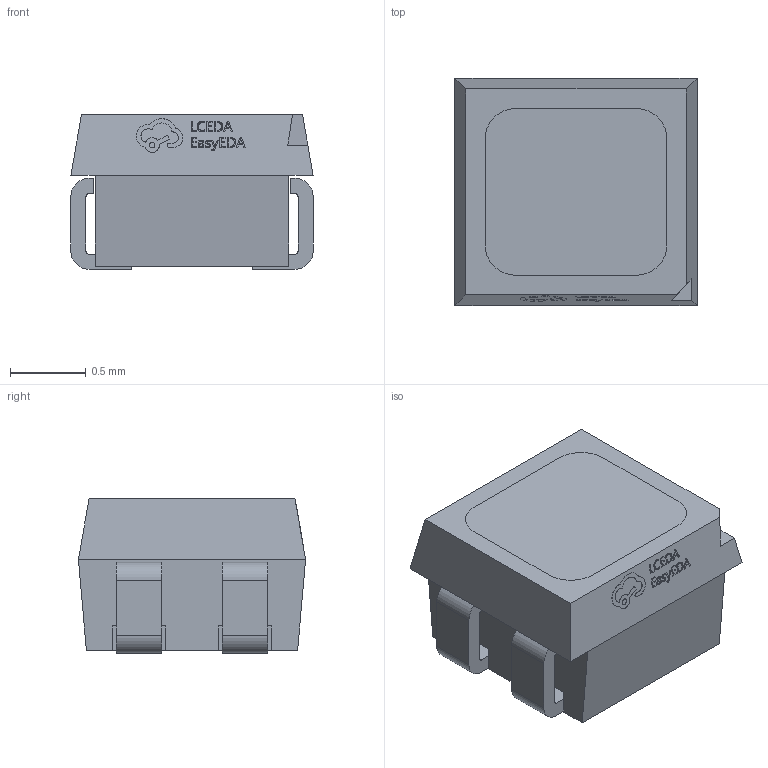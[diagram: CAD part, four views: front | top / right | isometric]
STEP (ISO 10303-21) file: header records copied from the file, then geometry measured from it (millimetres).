
FILE_DESCRIPTION (( 'STEP AP214' ), '1' );
FILE_NAME ('LED-SMD_4P-L1.6-W1.5_WHITE-LED.STEP', '2025-05-14T12:44:49', ( '' ), ( '' ), 'SwSTEP 2.0', 'SolidWorks 2020', '' );
FILE_SCHEMA (( 'AUTOMOTIVE_DESIGN' ));
Length unit declared in the file: millimetre
Products named in the file (1): LED-SMD_4P-L1.6-W1.5_WHITE-LED
Bounding box: 1.6 x 1.5 x 1.02 mm (x, y, z)
Volume: 2 mm3; surface area: 17.7 mm2
Topology: 6 solids, 6 shells, 329 faces, 887 edges, 590 vertices
Faces by surface type: plane 207, bspline 98, cylinder 24
Entity records: 14348 total; most frequent: CARTESIAN_POINT 3113, ORIENTED_EDGE 1774, DIRECTION 1199, EDGE_CURVE 887, LINE 639, VECTOR 639, VERTEX_POINT 590, EDGE_LOOP 349
